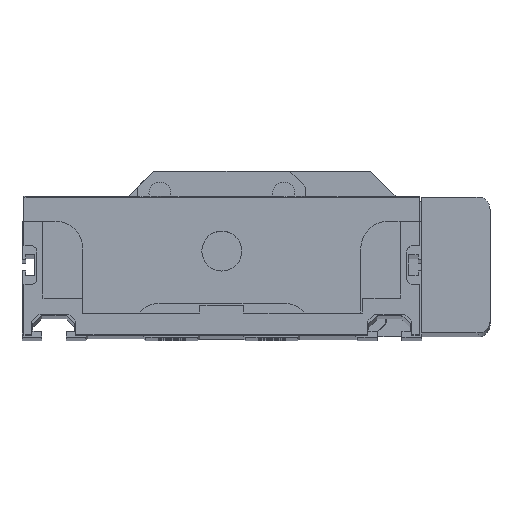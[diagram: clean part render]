
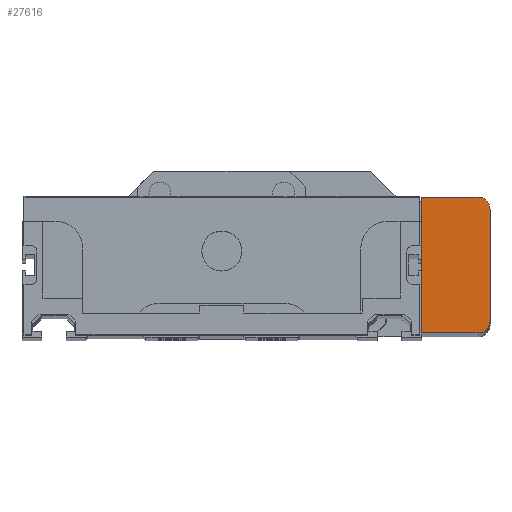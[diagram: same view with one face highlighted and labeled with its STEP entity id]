
A CAD part, top view. The second image highlights one B-rep face of the part: STEP entity #27616.
In plain terms, the highlighted planar face has unit normal (0, 0, 1).
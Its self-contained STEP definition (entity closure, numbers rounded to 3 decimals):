
#387 = PLANE ( 'NONE',  #13560 ) ;
#901 = VECTOR ( 'NONE', #25017, 1000. ) ;
#1470 = VECTOR ( 'NONE', #19872, 1000. ) ;
#3429 = EDGE_CURVE ( 'NONE', #23498, #21794, #13724, .T. ) ;
#4159 = AXIS2_PLACEMENT_3D ( 'NONE', #5331, #29567, #15364 ) ;
#4434 = ORIENTED_EDGE ( 'NONE', *, *, #19227, .T. ) ;
#4785 = DIRECTION ( 'NONE',  ( 0., 0., 1. ) ) ;
#5331 = CARTESIAN_POINT ( 'NONE',  ( 64.1, -17.5, 564.7 ) ) ;
#5593 = AXIS2_PLACEMENT_3D ( 'NONE', #6839, #16392, #14049 ) ;
#5930 = CARTESIAN_POINT ( 'NONE',  ( 64.1, -20.5, 564.7 ) ) ;
#6839 = CARTESIAN_POINT ( 'NONE',  ( 64.1, 10.5, 564.7 ) ) ;
#6911 = ORIENTED_EDGE ( 'NONE', *, *, #7669, .T. ) ;
#7146 = CIRCLE ( 'NONE', #4159, 3. ) ;
#7321 = EDGE_CURVE ( 'NONE', #28970, #24799, #17510, .T. ) ;
#7669 = EDGE_CURVE ( 'NONE', #21794, #8851, #17077, .T. ) ;
#8851 = VERTEX_POINT ( 'NONE', #15832 ) ;
#10163 = CARTESIAN_POINT ( 'NONE',  ( 50., 13.5, 564.7 ) ) ;
#10892 = ORIENTED_EDGE ( 'NONE', *, *, #7321, .T. ) ;
#12041 = VECTOR ( 'NONE', #22801, 1000. ) ;
#13560 = AXIS2_PLACEMENT_3D ( 'NONE', #14350, #4785, #16686 ) ;
#13724 = LINE ( 'NONE', #16079, #12041 ) ;
#14049 = DIRECTION ( 'NONE',  ( 1., 0., 0. ) ) ;
#14350 = CARTESIAN_POINT ( 'NONE',  ( 47.9, -6.75, 564.7 ) ) ;
#15193 = LINE ( 'NONE', #10163, #1470 ) ;
#15364 = DIRECTION ( 'NONE',  ( 1., 0., 0. ) ) ;
#15451 = EDGE_LOOP ( 'NONE', ( #6911, #30354, #10892, #4434, #19158, #23046 ) ) ;
#15832 = CARTESIAN_POINT ( 'NONE',  ( 64.1, 13.5, 564.7 ) ) ;
#16079 = CARTESIAN_POINT ( 'NONE',  ( 67.1, 10.5, 564.7 ) ) ;
#16392 = DIRECTION ( 'NONE',  ( 0., 0., 1. ) ) ;
#16686 = DIRECTION ( 'NONE',  ( 1., 0., 0. ) ) ;
#16877 = CARTESIAN_POINT ( 'NONE',  ( 50., 13.5, 564.7 ) ) ;
#17077 = CIRCLE ( 'NONE', #5593, 3. ) ;
#17194 = CARTESIAN_POINT ( 'NONE',  ( 67.1, 10.5, 564.7 ) ) ;
#17510 = LINE ( 'NONE', #19696, #17656 ) ;
#17656 = VECTOR ( 'NONE', #29529, 1000. ) ;
#19158 = ORIENTED_EDGE ( 'NONE', *, *, #29765, .T. ) ;
#19227 = EDGE_CURVE ( 'NONE', #24799, #27619, #27357, .T. ) ;
#19696 = CARTESIAN_POINT ( 'NONE',  ( 50., 13.5, 564.7 ) ) ;
#19872 = DIRECTION ( 'NONE',  ( -1., 0., 0. ) ) ;
#20258 = EDGE_CURVE ( 'NONE', #8851, #28970, #15193, .T. ) ;
#21794 = VERTEX_POINT ( 'NONE', #17194 ) ;
#22801 = DIRECTION ( 'NONE',  ( 0., 1., 0. ) ) ;
#23046 = ORIENTED_EDGE ( 'NONE', *, *, #3429, .T. ) ;
#23498 = VERTEX_POINT ( 'NONE', #26816 ) ;
#24799 = VERTEX_POINT ( 'NONE', #26514 ) ;
#25017 = DIRECTION ( 'NONE',  ( 1., 0., 0. ) ) ;
#26370 = CARTESIAN_POINT ( 'NONE',  ( 64.1, -20.5, 564.7 ) ) ;
#26514 = CARTESIAN_POINT ( 'NONE',  ( 50., -20.5, 564.7 ) ) ;
#26816 = CARTESIAN_POINT ( 'NONE',  ( 67.1, -17.5, 564.7 ) ) ;
#27357 = LINE ( 'NONE', #5930, #901 ) ;
#27616 = ADVANCED_FACE ( 'NONE', ( #30317 ), #387, .T. ) ;
#27619 = VERTEX_POINT ( 'NONE', #26370 ) ;
#28970 = VERTEX_POINT ( 'NONE', #16877 ) ;
#29529 = DIRECTION ( 'NONE',  ( 0., -1., 0. ) ) ;
#29567 = DIRECTION ( 'NONE',  ( 0., 0., 1. ) ) ;
#29765 = EDGE_CURVE ( 'NONE', #27619, #23498, #7146, .T. ) ;
#30317 = FACE_OUTER_BOUND ( 'NONE', #15451, .T. ) ;
#30354 = ORIENTED_EDGE ( 'NONE', *, *, #20258, .T. ) ;
